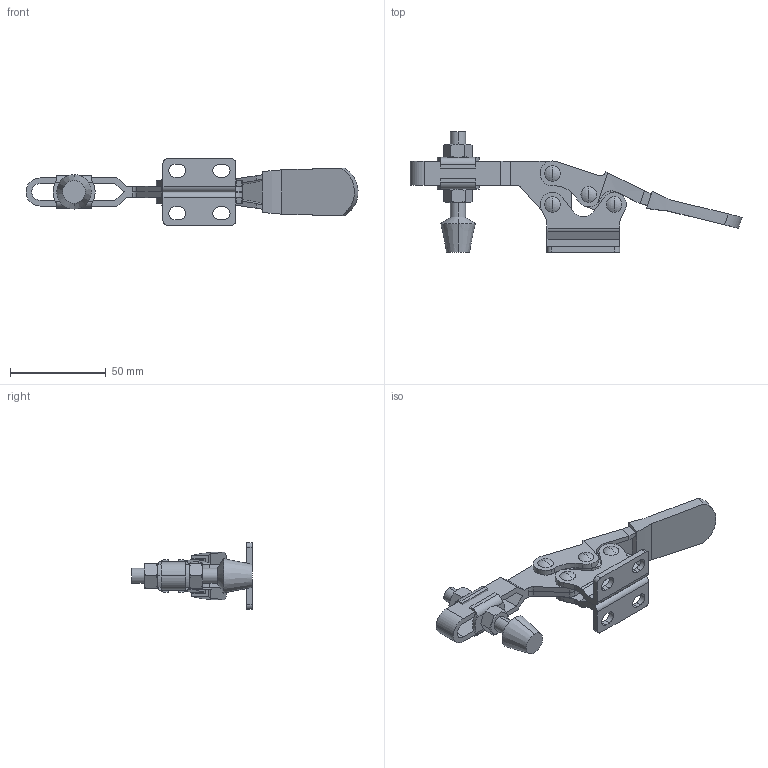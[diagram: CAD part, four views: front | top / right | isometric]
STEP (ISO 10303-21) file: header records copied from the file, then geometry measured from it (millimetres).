
FILE_DESCRIPTION (( 'STEP AP214' ), '1' );
FILE_NAME ('EMC225D.STEP', '2019-01-09T06:18:31', ( 'LinWei' ), ( '' ), 'SwSTEP 2.0', 'SolidWorks 2016', '' );
FILE_SCHEMA (( 'AUTOMOTIVE_DESIGN' ));
Length unit declared in the file: millimetre
Products named in the file (6): 1225D08-1^EMC225D; 1225D05-1^EMC225D; Group5^EMC225D; Group4^EMC225D; Group1^EMC225D; EMC225D
Assembly tree (5 placements, depth 2):
  EMC225D
    Group1^EMC225D
    Group4^EMC225D
    Group5^EMC225D
    1225D05-1^EMC225D
    1225D08-1^EMC225D
Bounding box: 173.52 x 63 x 35 mm (x, y, z)
Volume: 27878.9 mm3; surface area: 27171.5 mm2
Topology: 4 solids, 7 shells, 293 faces, 788 edges, 522 vertices
Faces by surface type: cylinder 136, plane 130, cone 12, sphere 8, bspline 7
Entity records: 10921 total; most frequent: CARTESIAN_POINT 2465, ORIENTED_EDGE 1570, DIRECTION 1558, EDGE_CURVE 788, AXIS2_PLACEMENT_3D 575, VERTEX_POINT 522, VECTOR 408, LINE 408
